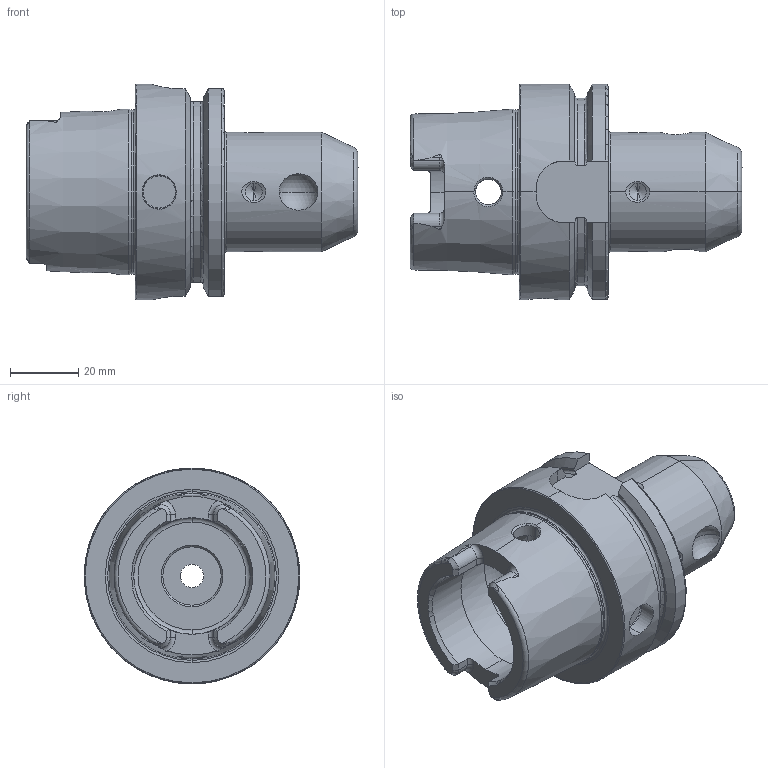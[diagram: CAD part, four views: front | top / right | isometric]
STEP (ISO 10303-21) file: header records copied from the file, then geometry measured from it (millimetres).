
FILE_DESCRIPTION (( 'STEP AP203' ), '1' );
FILE_NAME ('HA6.W10.K21.065.STEP', '2012-12-03T10:20:19', ( 'baer' ), ( 'Hewlett-Packard Company' ), 'SwSTEP 2.0', 'SolidWorks 2012', '' );
FILE_SCHEMA (( 'CONFIG_CONTROL_DESIGN' ));
Length unit declared in the file: millimetre
Products named in the file (4): HA6.W10.K21.065; ERU-CJ2.001.006; W10-ER1.001.012; HA6-W10.K21.065_C_Fertigbearbeitung
Assembly tree (4 placements, depth 2):
  HA6.W10.K21.065
    HA6-W10.K21.065_C_Fertigbearbeitung
    W10-ER1.001.012
    ERU-CJ2.001.006  x2
Bounding box: 96.98 x 63 x 63 mm (x, y, z)
Volume: 111237.5 mm3; surface area: 29756.5 mm2
Topology: 4 solids, 4 shells, 282 faces, 716 edges, 441 vertices
Faces by surface type: cylinder 81, plane 78, cone 67, torus 40, bspline 14, sphere 2
Entity records: 10719 total; most frequent: CARTESIAN_POINT 4116, ORIENTED_EDGE 1340, DIRECTION 1225, EDGE_CURVE 670, AXIS2_PLACEMENT_3D 492, VERTEX_POINT 421, EDGE_LOOP 291, ADVANCED_FACE 267
